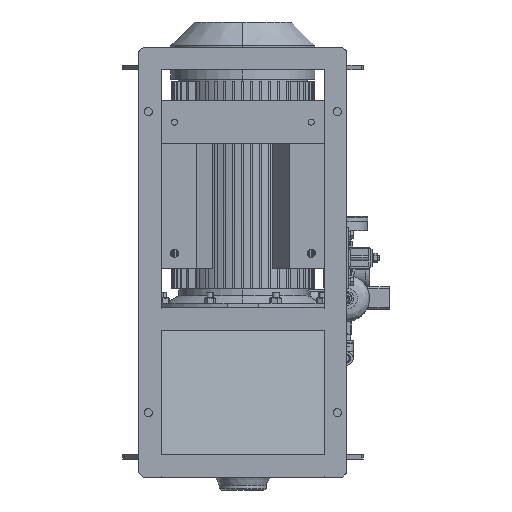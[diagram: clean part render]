
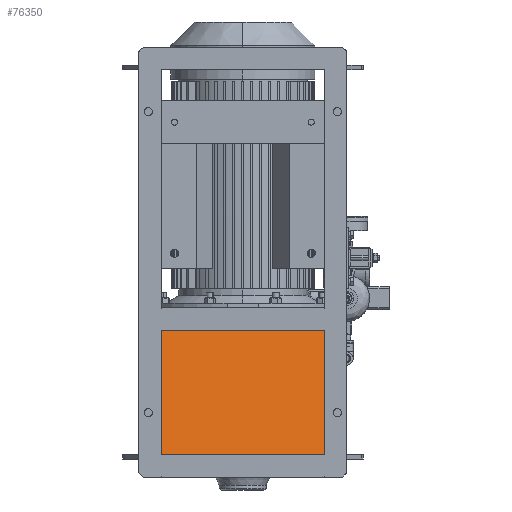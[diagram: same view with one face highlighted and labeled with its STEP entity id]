
A CAD part, front view. The second image highlights one B-rep face of the part: STEP entity #76350.
In plain terms, the highlighted planar face has unit normal (0, -0.982, 0.187).
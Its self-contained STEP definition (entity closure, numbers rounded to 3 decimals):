
#6196 = ORIENTED_EDGE ( 'NONE', *, *, #106652, .T. ) ;
#7627 = LINE ( 'NONE', #49377, #10573 ) ;
#9062 = PLANE ( 'NONE',  #69519 ) ;
#10573 = VECTOR ( 'NONE', #68613, 1000. ) ;
#17026 = CARTESIAN_POINT ( 'NONE',  ( -190., -303.965, -97.437 ) ) ;
#17567 = FACE_OUTER_BOUND ( 'NONE', #57266, .T. ) ;
#17618 = DIRECTION ( 'NONE',  ( 0., 0.982, -0.187 ) ) ;
#17711 = CARTESIAN_POINT ( 'NONE',  ( -190., -303.965, -97.437 ) ) ;
#18428 = CARTESIAN_POINT ( 'NONE',  ( 190., -303.965, -97.437 ) ) ;
#22041 = DIRECTION ( 'NONE',  ( -1., 0., 0. ) ) ;
#23185 = LINE ( 'NONE', #17026, #80483 ) ;
#23255 = CARTESIAN_POINT ( 'NONE',  ( 190., -248.965, 192. ) ) ;
#24914 = VERTEX_POINT ( 'NONE', #37682 ) ;
#26674 = ORIENTED_EDGE ( 'NONE', *, *, #94819, .T. ) ;
#28744 = VECTOR ( 'NONE', #22041, 1000. ) ;
#30158 = VERTEX_POINT ( 'NONE', #17711 ) ;
#30683 = VERTEX_POINT ( 'NONE', #101551 ) ;
#37682 = CARTESIAN_POINT ( 'NONE',  ( 190., -303.965, -97.437 ) ) ;
#39216 = CARTESIAN_POINT ( 'NONE',  ( -190., -248.965, 192. ) ) ;
#46756 = DIRECTION ( 'NONE',  ( 0., 0.187, 0.982 ) ) ;
#49377 = CARTESIAN_POINT ( 'NONE',  ( 190., -303.965, -97.437 ) ) ;
#49791 = EDGE_CURVE ( 'NONE', #24914, #30158, #79165, .T. ) ;
#52885 = ORIENTED_EDGE ( 'NONE', *, *, #49791, .F. ) ;
#53721 = LINE ( 'NONE', #23255, #28744 ) ;
#55608 = ORIENTED_EDGE ( 'NONE', *, *, #66907, .F. ) ;
#57266 = EDGE_LOOP ( 'NONE', ( #26674, #6196, #52885, #55608 ) ) ;
#59234 = DIRECTION ( 'NONE',  ( -1., 0., 0. ) ) ;
#66907 = EDGE_CURVE ( 'NONE', #30683, #24914, #7627, .T. ) ;
#68613 = DIRECTION ( 'NONE',  ( 0., -0.187, -0.982 ) ) ;
#69519 = AXIS2_PLACEMENT_3D ( 'NONE', #18428, #17618, #46756 ) ;
#76350 = ADVANCED_FACE ( 'NONE', ( #17567 ), #9062, .F. ) ;
#79165 = LINE ( 'NONE', #105632, #102739 ) ;
#80483 = VECTOR ( 'NONE', #82775, 1000. ) ;
#82775 = DIRECTION ( 'NONE',  ( 0., -0.187, -0.982 ) ) ;
#94819 = EDGE_CURVE ( 'NONE', #30683, #109076, #53721, .T. ) ;
#101551 = CARTESIAN_POINT ( 'NONE',  ( 190., -248.965, 192. ) ) ;
#102739 = VECTOR ( 'NONE', #59234, 1000. ) ;
#105632 = CARTESIAN_POINT ( 'NONE',  ( 190., -303.965, -97.437 ) ) ;
#106652 = EDGE_CURVE ( 'NONE', #109076, #30158, #23185, .T. ) ;
#109076 = VERTEX_POINT ( 'NONE', #39216 ) ;
